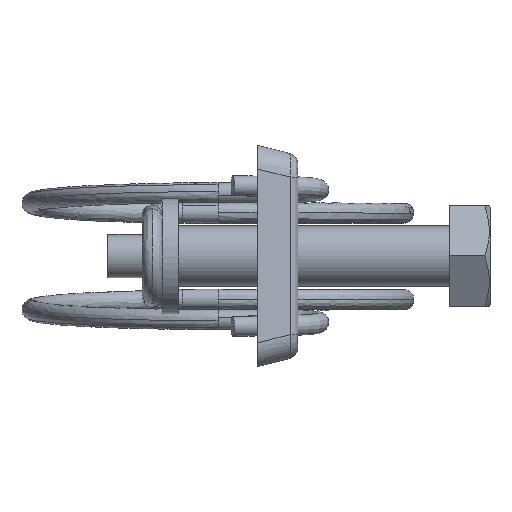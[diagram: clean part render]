
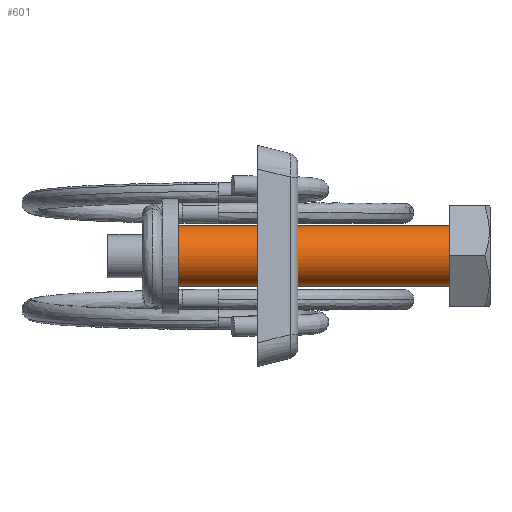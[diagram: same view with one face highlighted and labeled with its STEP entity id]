
A CAD part, top view. The second image highlights one B-rep face of the part: STEP entity #601.
In plain terms, the highlighted free-form (B-spline) face has degree [2, 1] with [5, 2] control points.
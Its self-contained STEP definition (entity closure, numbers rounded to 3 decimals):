
#438=CARTESIAN_POINT('',(0.,2.979,0.354));
#439=VERTEX_POINT('',#438);
#457=CARTESIAN_POINT('',(0.,-2.994,-0.183));
#458=VERTEX_POINT('',#457);
#472=CARTESIAN_POINT('',(-27.0,-2.994,-0.183));
#473=VERTEX_POINT('',#472);
#474=CARTESIAN_POINT('',(0.,-2.994,-0.183));
#475=CARTESIAN_POINT('',(-27.0,-2.994,-0.183));
#476=QUASI_UNIFORM_CURVE('',1,(#474,#475),.UNSPECIFIED.,.F.,.U.);
#477=EDGE_CURVE('',#458,#473,#476,.T.);
#494=CARTESIAN_POINT('',(-27.0,2.979,0.354));
#495=VERTEX_POINT('',#494);
#511=CARTESIAN_POINT('',(0.,2.979,0.354));
#512=CARTESIAN_POINT('',(-27.0,2.979,0.354));
#513=QUASI_UNIFORM_CURVE('',1,(#511,#512),.UNSPECIFIED.,.F.,.U.);
#514=EDGE_CURVE('',#439,#495,#513,.T.);
#519=CARTESIAN_POINT('',(0.675,-2.994,-0.183));
#520=CARTESIAN_POINT('',(0.675,-3.178,2.811));
#521=CARTESIAN_POINT('',(0.675,-0.183,2.994));
#522=CARTESIAN_POINT('',(0.675,2.645,3.167));
#523=CARTESIAN_POINT('',(0.675,2.979,0.354));
#524=CARTESIAN_POINT('',(-27.692,-2.994,-0.183));
#525=CARTESIAN_POINT('',(-27.692,-3.178,2.811));
#526=CARTESIAN_POINT('',(-27.692,-0.183,2.994));
#527=CARTESIAN_POINT('',(-27.692,2.645,3.167));
#528=CARTESIAN_POINT('',(-27.692,2.979,0.354));
#536=(BOUNDED_SURFACE()B_SPLINE_SURFACE(2,1,((#519,#524),(#520,#525),(#521,#526),(#522,#527),(#523,#528)),.UNSPECIFIED.,.F.,.F.,.U.)B_SPLINE_SURFACE_WITH_KNOTS((3,2,3),(2,2),(0.0,4.971,9.742),(0.0,28.367),.UNSPECIFIED.)GEOMETRIC_REPRESENTATION_ITEM()RATIONAL_B_SPLINE_SURFACE(((1.0,1.0),(0.707,0.707),(1.0,1.0),(0.719,0.719),(0.978,0.978)))REPRESENTATION_ITEM('')SURFACE());
#537=CARTESIAN_POINT('',(0.0,0.0,3.));
#538=VERTEX_POINT('',#537);
#539=CARTESIAN_POINT('',(0.0,0.0,3.));
#540=CARTESIAN_POINT('',(0.0,2.665,3.));
#541=CARTESIAN_POINT('',(0.,2.979,0.354));
#549=(BOUNDED_CURVE()B_SPLINE_CURVE(2,(#539,#540,#541),.UNSPECIFIED.,.F.,.U.)B_SPLINE_CURVE_WITH_KNOTS((3,3),(0.5,0.73),.UNSPECIFIED.)CURVE()GEOMETRIC_REPRESENTATION_ITEM()RATIONAL_B_SPLINE_CURVE((1.0,0.731,0.956))REPRESENTATION_ITEM(''));
#550=EDGE_CURVE('',#538,#439,#549,.T.);
#551=ORIENTED_EDGE('',*,*,#550,.T.);
#552=ORIENTED_EDGE('',*,*,#514,.T.);
#553=CARTESIAN_POINT('',(-27.0,0.0,3.));
#554=VERTEX_POINT('',#553);
#555=CARTESIAN_POINT('',(-27.0,0.0,3.));
#556=CARTESIAN_POINT('',(-27.0,2.665,3.));
#557=CARTESIAN_POINT('',(-27.,2.979,0.354));
#565=(BOUNDED_CURVE()B_SPLINE_CURVE(2,(#555,#556,#557),.UNSPECIFIED.,.F.,.U.)B_SPLINE_CURVE_WITH_KNOTS((3,3),(0.0,0.23),.UNSPECIFIED.)CURVE()GEOMETRIC_REPRESENTATION_ITEM()RATIONAL_B_SPLINE_CURVE((1.0,0.731,0.956))REPRESENTATION_ITEM(''));
#566=EDGE_CURVE('',#554,#495,#565,.T.);
#567=ORIENTED_EDGE('',*,*,#566,.F.);
#568=CARTESIAN_POINT('',(-27.,-2.994,-0.183));
#569=CARTESIAN_POINT('',(-27.,-3.,-0.092));
#570=CARTESIAN_POINT('',(-27.0,-3.,0.0));
#571=CARTESIAN_POINT('',(-27.0,-3.,3.));
#572=CARTESIAN_POINT('',(-27.0,0.0,3.));
#580=(BOUNDED_CURVE()B_SPLINE_CURVE(2,(#568,#569,#570,#571,#572),.UNSPECIFIED.,.F.,.U.)B_SPLINE_CURVE_WITH_KNOTS((3,2,3),(0.739,0.75,1.0),.UNSPECIFIED.)CURVE()GEOMETRIC_REPRESENTATION_ITEM()RATIONAL_B_SPLINE_CURVE((0.976,0.988,1.0,0.707,1.0))REPRESENTATION_ITEM(''));
#581=EDGE_CURVE('',#473,#554,#580,.T.);
#582=ORIENTED_EDGE('',*,*,#581,.F.);
#583=ORIENTED_EDGE('',*,*,#477,.F.);
#584=CARTESIAN_POINT('',(0.,-2.994,-0.183));
#585=CARTESIAN_POINT('',(0.0,-3.,-0.092));
#586=CARTESIAN_POINT('',(0.0,-3.,0.0));
#587=CARTESIAN_POINT('',(0.0,-3.,3.));
#588=CARTESIAN_POINT('',(0.0,0.0,3.));
#596=(BOUNDED_CURVE()B_SPLINE_CURVE(2,(#584,#585,#586,#587,#588),.UNSPECIFIED.,.F.,.U.)B_SPLINE_CURVE_WITH_KNOTS((3,2,3),(0.239,0.25,0.5),.UNSPECIFIED.)CURVE()GEOMETRIC_REPRESENTATION_ITEM()RATIONAL_B_SPLINE_CURVE((0.976,0.988,1.0,0.707,1.0))REPRESENTATION_ITEM(''));
#597=EDGE_CURVE('',#458,#538,#596,.T.);
#598=ORIENTED_EDGE('',*,*,#597,.T.);
#599=EDGE_LOOP('',(#551,#552,#567,#582,#583,#598));
#600=FACE_OUTER_BOUND('',#599,.T.);
#601=ADVANCED_FACE('',(#600),#536,.T.);
